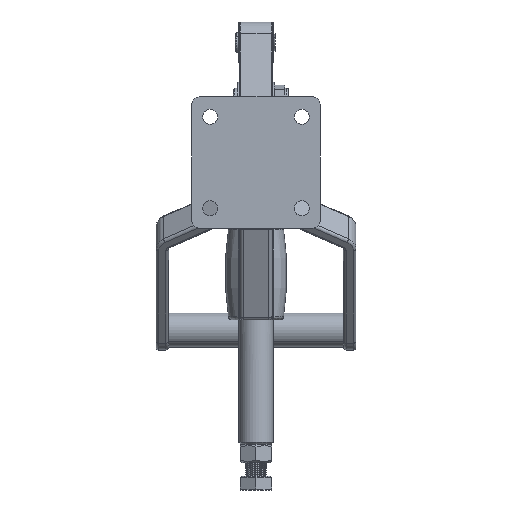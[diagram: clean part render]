
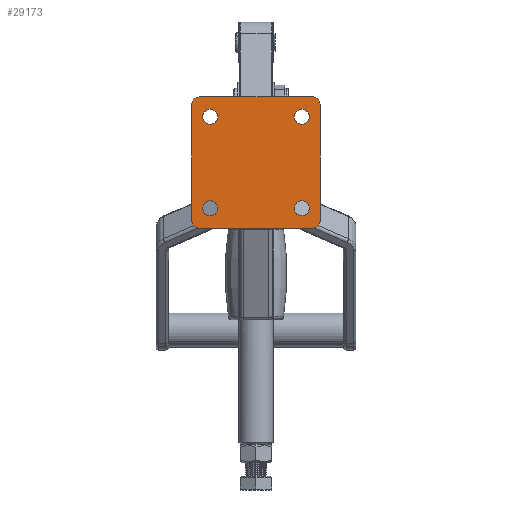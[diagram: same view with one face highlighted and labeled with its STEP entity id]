
A CAD part, front view. The second image highlights one B-rep face of the part: STEP entity #29173.
In plain terms, the highlighted planar face has unit normal (0, -1, 0).
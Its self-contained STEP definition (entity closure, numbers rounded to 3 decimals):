
#1110 = EDGE_CURVE ( 'NONE', #4215, #4105, #15733, .T. ) ;
#1111 = EDGE_CURVE ( 'NONE', #4112, #4210, #15728, .T. ) ;
#1112 = EDGE_CURVE ( 'NONE', #4253, #4257, #15734, .T. ) ;
#1113 = EDGE_CURVE ( 'NONE', #4196, #4199, #15735, .T. ) ;
#1114 = EDGE_CURVE ( 'NONE', #46104, #44586, #15736, .T. ) ;
#1118 = EDGE_CURVE ( 'NONE', #44586, #45047, #15743, .T. ) ;
#1119 = EDGE_CURVE ( 'NONE', #45047, #46102, #15737, .T. ) ;
#1122 = EDGE_CURVE ( 'NONE', #46102, #44777, #15750, .T. ) ;
#1123 = EDGE_CURVE ( 'NONE', #44777, #45301, #15745, .T. ) ;
#1126 = EDGE_CURVE ( 'NONE', #45301, #44732, #15757, .T. ) ;
#1127 = EDGE_CURVE ( 'NONE', #44732, #46241, #15752, .T. ) ;
#1129 = EDGE_CURVE ( 'NONE', #46241, #46104, #15762, .T. ) ;
#4105 = VERTEX_POINT ( 'NONE', #66423 ) ;
#4112 = VERTEX_POINT ( 'NONE', #66416 ) ;
#4196 = VERTEX_POINT ( 'NONE', #66330 ) ;
#4199 = VERTEX_POINT ( 'NONE', #66327 ) ;
#4210 = VERTEX_POINT ( 'NONE', #66316 ) ;
#4215 = VERTEX_POINT ( 'NONE', #66311 ) ;
#4253 = VERTEX_POINT ( 'NONE', #66288 ) ;
#4257 = VERTEX_POINT ( 'NONE', #66287 ) ;
#10629 = AXIS2_PLACEMENT_3D ( 'NONE', #53374, #53373, #53380 ) ;
#12851 = ORIENTED_EDGE ( 'NONE', *, *, #1127, .F. ) ;
#12854 = ORIENTED_EDGE ( 'NONE', *, *, #1126, .F. ) ;
#12856 = ORIENTED_EDGE ( 'NONE', *, *, #1123, .F. ) ;
#12858 = ORIENTED_EDGE ( 'NONE', *, *, #1122, .F. ) ;
#12860 = ORIENTED_EDGE ( 'NONE', *, *, #1119, .F. ) ;
#12861 = ORIENTED_EDGE ( 'NONE', *, *, #1118, .F. ) ;
#12863 = ORIENTED_EDGE ( 'NONE', *, *, #1114, .F. ) ;
#12866 = ORIENTED_EDGE ( 'NONE', *, *, #1129, .F. ) ;
#12868 = ORIENTED_EDGE ( 'NONE', *, *, #27328, .F. ) ;
#12870 = ORIENTED_EDGE ( 'NONE', *, *, #1113, .F. ) ;
#12871 = ORIENTED_EDGE ( 'NONE', *, *, #27315, .F. ) ;
#12873 = ORIENTED_EDGE ( 'NONE', *, *, #1112, .F. ) ;
#12875 = ORIENTED_EDGE ( 'NONE', *, *, #27302, .F. ) ;
#12877 = ORIENTED_EDGE ( 'NONE', *, *, #1111, .F. ) ;
#12878 = ORIENTED_EDGE ( 'NONE', *, *, #27289, .F. ) ;
#12879 = ORIENTED_EDGE ( 'NONE', *, *, #1110, .F. ) ;
#13901 = EDGE_LOOP ( 'NONE', ( #12868, #12870 ) ) ;
#14065 = EDGE_LOOP ( 'NONE', ( #12875, #12877 ) ) ;
#14209 = EDGE_LOOP ( 'NONE', ( #12871, #12873 ) ) ;
#14416 = EDGE_LOOP ( 'NONE', ( #12851, #12854, #12856, #12858, #12860, #12861, #12863, #12866 ) ) ;
#14418 = EDGE_LOOP ( 'NONE', ( #12878, #12879 ) ) ;
#15728 = CIRCLE ( 'NONE', #32731, 4.15 ) ;
#15733 = CIRCLE ( 'NONE', #32720, 4.15 ) ;
#15734 = CIRCLE ( 'NONE', #32734, 4.15 ) ;
#15735 = CIRCLE ( 'NONE', #32735, 4.15 ) ;
#15736 = CIRCLE ( 'NONE', #32737, 5. ) ;
#15737 = CIRCLE ( 'NONE', #32739, 5. ) ;
#15743 = LINE ( 'NONE', #35392, #15746 ) ;
#15745 = CIRCLE ( 'NONE', #32741, 5. ) ;
#15746 = VECTOR ( 'NONE', #35390, 1000. ) ;
#15750 = LINE ( 'NONE', #35382, #15753 ) ;
#15752 = CIRCLE ( 'NONE', #32743, 5. ) ;
#15753 = VECTOR ( 'NONE', #35380, 1000. ) ;
#15757 = LINE ( 'NONE', #35373, #15760 ) ;
#15760 = VECTOR ( 'NONE', #35371, 1000. ) ;
#15762 = LINE ( 'NONE', #35367, #15765 ) ;
#15765 = VECTOR ( 'NONE', #35366, 1000. ) ;
#21173 = FACE_BOUND ( 'NONE', #14209, .T. ) ;
#21175 = FACE_OUTER_BOUND ( 'NONE', #14416, .T. ) ;
#21181 = FACE_BOUND ( 'NONE', #14418, .T. ) ;
#21185 = FACE_BOUND ( 'NONE', #14065, .T. ) ;
#21187 = FACE_BOUND ( 'NONE', #13901, .T. ) ;
#27289 = EDGE_CURVE ( 'NONE', #4105, #4215, #42665, .T. ) ;
#27302 = EDGE_CURVE ( 'NONE', #4210, #4112, #42697, .T. ) ;
#27315 = EDGE_CURVE ( 'NONE', #4257, #4253, #42726, .T. ) ;
#27328 = EDGE_CURVE ( 'NONE', #4199, #4196, #42736, .T. ) ;
#29173 = ADVANCED_FACE ( 'NONE', ( #21175, #21187, #21173, #21185, #21181 ), #53377, .F. ) ;
#32720 = AXIS2_PLACEMENT_3D ( 'NONE', #35413, #35412, #35411 ) ;
#32731 = AXIS2_PLACEMENT_3D ( 'NONE', #35410, #35409, #35408 ) ;
#32734 = AXIS2_PLACEMENT_3D ( 'NONE', #35407, #35406, #35405 ) ;
#32735 = AXIS2_PLACEMENT_3D ( 'NONE', #35403, #35402, #35401 ) ;
#32737 = AXIS2_PLACEMENT_3D ( 'NONE', #35399, #35398, #35397 ) ;
#32739 = AXIS2_PLACEMENT_3D ( 'NONE', #35387, #35386, #35385 ) ;
#32741 = AXIS2_PLACEMENT_3D ( 'NONE', #35378, #35377, #35376 ) ;
#32743 = AXIS2_PLACEMENT_3D ( 'NONE', #35370, #35369, #35368 ) ;
#34265 = AXIS2_PLACEMENT_3D ( 'NONE', #54296, #54295, #54294 ) ;
#34273 = AXIS2_PLACEMENT_3D ( 'NONE', #54401, #54398, #54504 ) ;
#34279 = AXIS2_PLACEMENT_3D ( 'NONE', #44381, #44382, #44383 ) ;
#34286 = AXIS2_PLACEMENT_3D ( 'NONE', #44397, #44398, #44399 ) ;
#35366 = DIRECTION ( 'NONE',  ( -1., 0., 0. ) ) ;
#35367 = CARTESIAN_POINT ( 'NONE',  ( -35.7, 0., 0. ) ) ;
#35368 = DIRECTION ( 'NONE',  ( 0., 0., -1. ) ) ;
#35369 = DIRECTION ( 'NONE',  ( 0., 1., 0. ) ) ;
#35370 = CARTESIAN_POINT ( 'NONE',  ( 30.7, 0., 5. ) ) ;
#35371 = DIRECTION ( 'NONE',  ( 0., 0., -1. ) ) ;
#35373 = CARTESIAN_POINT ( 'NONE',  ( 35.7, 0., 73.2 ) ) ;
#35376 = DIRECTION ( 'NONE',  ( 0., 0., 1. ) ) ;
#35377 = DIRECTION ( 'NONE',  ( 0., 1., 0. ) ) ;
#35378 = CARTESIAN_POINT ( 'NONE',  ( 30.7, 0., 68.2 ) ) ;
#35380 = DIRECTION ( 'NONE',  ( 1., 0., 0. ) ) ;
#35382 = CARTESIAN_POINT ( 'NONE',  ( -35.7, 0., 73.2 ) ) ;
#35385 = DIRECTION ( 'NONE',  ( 0., 0., -1. ) ) ;
#35386 = DIRECTION ( 'NONE',  ( 0., 1., 0. ) ) ;
#35387 = CARTESIAN_POINT ( 'NONE',  ( -30.7, 0., 68.2 ) ) ;
#35390 = DIRECTION ( 'NONE',  ( 0., 0., 1. ) ) ;
#35392 = CARTESIAN_POINT ( 'NONE',  ( -35.7, 0., 73.2 ) ) ;
#35397 = DIRECTION ( 'NONE',  ( 0., 0., 1. ) ) ;
#35398 = DIRECTION ( 'NONE',  ( 0., 1., 0. ) ) ;
#35399 = CARTESIAN_POINT ( 'NONE',  ( -30.7, 0., 5. ) ) ;
#35401 = DIRECTION ( 'NONE',  ( 0., 0., 1. ) ) ;
#35402 = DIRECTION ( 'NONE',  ( 0., -1., 0. ) ) ;
#35403 = CARTESIAN_POINT ( 'NONE',  ( -25.4, 0., 11.2 ) ) ;
#35405 = DIRECTION ( 'NONE',  ( 0., 0., 1. ) ) ;
#35406 = DIRECTION ( 'NONE',  ( 0., -1., 0. ) ) ;
#35407 = CARTESIAN_POINT ( 'NONE',  ( -25.4, 0., 62. ) ) ;
#35408 = DIRECTION ( 'NONE',  ( 0., 0., 1. ) ) ;
#35409 = DIRECTION ( 'NONE',  ( 0., -1., 0. ) ) ;
#35410 = CARTESIAN_POINT ( 'NONE',  ( 25.4, 0., 62. ) ) ;
#35411 = DIRECTION ( 'NONE',  ( 0., 0., 1. ) ) ;
#35412 = DIRECTION ( 'NONE',  ( 0., -1., 0. ) ) ;
#35413 = CARTESIAN_POINT ( 'NONE',  ( 25.4, 0., 11.2 ) ) ;
#42665 = CIRCLE ( 'NONE', #34265, 4.15 ) ;
#42697 = CIRCLE ( 'NONE', #34273, 4.15 ) ;
#42726 = CIRCLE ( 'NONE', #34279, 4.15 ) ;
#42736 = CIRCLE ( 'NONE', #34286, 4.15 ) ;
#44381 = CARTESIAN_POINT ( 'NONE',  ( -25.4, 0., 62. ) ) ;
#44382 = DIRECTION ( 'NONE',  ( 0., -1., 0. ) ) ;
#44383 = DIRECTION ( 'NONE',  ( 0., 0., 1. ) ) ;
#44397 = CARTESIAN_POINT ( 'NONE',  ( -25.4, 0., 11.2 ) ) ;
#44398 = DIRECTION ( 'NONE',  ( 0., -1., 0. ) ) ;
#44399 = DIRECTION ( 'NONE',  ( 0., 0., 1. ) ) ;
#44586 = VERTEX_POINT ( 'NONE', #60540 ) ;
#44732 = VERTEX_POINT ( 'NONE', #60621 ) ;
#44777 = VERTEX_POINT ( 'NONE', #60645 ) ;
#45047 = VERTEX_POINT ( 'NONE', #60749 ) ;
#45301 = VERTEX_POINT ( 'NONE', #60865 ) ;
#46102 = VERTEX_POINT ( 'NONE', #61248 ) ;
#46104 = VERTEX_POINT ( 'NONE', #61249 ) ;
#46241 = VERTEX_POINT ( 'NONE', #61364 ) ;
#53373 = DIRECTION ( 'NONE',  ( 0., 1., 0. ) ) ;
#53374 = CARTESIAN_POINT ( 'NONE',  ( -35.7, 0., 73.2 ) ) ;
#53377 = PLANE ( 'NONE',  #10629 ) ;
#53380 = DIRECTION ( 'NONE',  ( 0., 0., 1. ) ) ;
#54294 = DIRECTION ( 'NONE',  ( 0., 0., 1. ) ) ;
#54295 = DIRECTION ( 'NONE',  ( 0., -1., 0. ) ) ;
#54296 = CARTESIAN_POINT ( 'NONE',  ( 25.4, 0., 11.2 ) ) ;
#54398 = DIRECTION ( 'NONE',  ( 0., -1., 0. ) ) ;
#54401 = CARTESIAN_POINT ( 'NONE',  ( 25.4, 0., 62. ) ) ;
#54504 = DIRECTION ( 'NONE',  ( 0., 0., 1. ) ) ;
#60540 = CARTESIAN_POINT ( 'NONE',  ( -35.7, 0., 5. ) ) ;
#60621 = CARTESIAN_POINT ( 'NONE',  ( 35.7, 0., 5. ) ) ;
#60645 = CARTESIAN_POINT ( 'NONE',  ( 30.7, 0., 73.2 ) ) ;
#60749 = CARTESIAN_POINT ( 'NONE',  ( -35.7, 0., 68.2 ) ) ;
#60865 = CARTESIAN_POINT ( 'NONE',  ( 35.7, 0., 68.2 ) ) ;
#61248 = CARTESIAN_POINT ( 'NONE',  ( -30.7, 0., 73.2 ) ) ;
#61249 = CARTESIAN_POINT ( 'NONE',  ( -30.7, 0., 0. ) ) ;
#61364 = CARTESIAN_POINT ( 'NONE',  ( 30.7, 0., 0. ) ) ;
#66287 = CARTESIAN_POINT ( 'NONE',  ( -25.4, 0., 66.15 ) ) ;
#66288 = CARTESIAN_POINT ( 'NONE',  ( -25.4, 0., 57.85 ) ) ;
#66311 = CARTESIAN_POINT ( 'NONE',  ( 25.4, 0., 7.05 ) ) ;
#66316 = CARTESIAN_POINT ( 'NONE',  ( 25.4, 0., 66.15 ) ) ;
#66327 = CARTESIAN_POINT ( 'NONE',  ( -25.4, 0., 15.35 ) ) ;
#66330 = CARTESIAN_POINT ( 'NONE',  ( -25.4, 0., 7.05 ) ) ;
#66416 = CARTESIAN_POINT ( 'NONE',  ( 25.4, 0., 57.85 ) ) ;
#66423 = CARTESIAN_POINT ( 'NONE',  ( 25.4, 0., 15.35 ) ) ;
